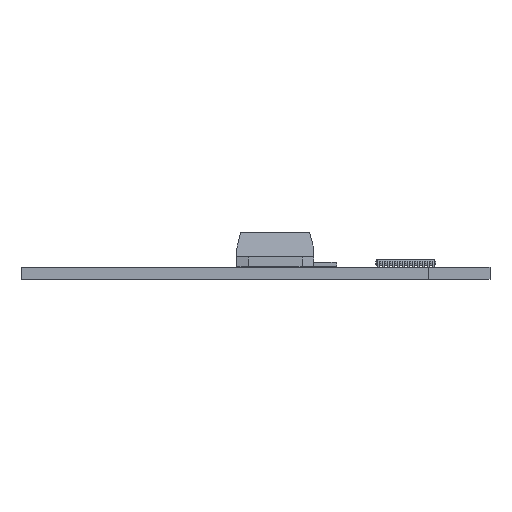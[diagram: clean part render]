
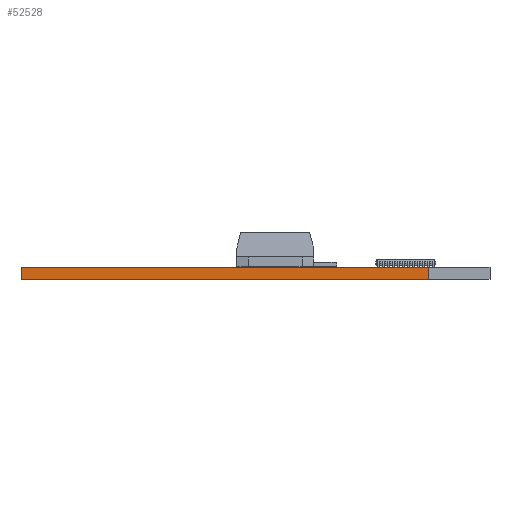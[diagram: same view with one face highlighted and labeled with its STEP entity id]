
A CAD part, front view. The second image highlights one B-rep face of the part: STEP entity #52528.
In plain terms, the highlighted planar face has unit normal (0, -1, 0).
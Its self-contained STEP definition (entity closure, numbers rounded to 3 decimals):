
#52412 = EDGE_CURVE('',#52413,#52415,#52417,.T.);
#52413 = VERTEX_POINT('',#52414);
#52414 = CARTESIAN_POINT('',(155.,-135.,0.));
#52415 = VERTEX_POINT('',#52416);
#52416 = CARTESIAN_POINT('',(155.,-135.,1.6));
#52417 = SURFACE_CURVE('',#52418,(#52422,#52434),.PCURVE_S1.);
#52418 = LINE('',#52419,#52420);
#52419 = CARTESIAN_POINT('',(155.,-135.,0.));
#52420 = VECTOR('',#52421,1.);
#52421 = DIRECTION('',(0.,0.,1.));
#52422 = PCURVE('',#52423,#52428);
#52423 = PLANE('',#52424);
#52424 = AXIS2_PLACEMENT_3D('',#52425,#52426,#52427);
#52425 = CARTESIAN_POINT('',(155.,-135.,0.));
#52426 = DIRECTION('',(0.,1.,0.));
#52427 = DIRECTION('',(1.,0.,0.));
#52428 = DEFINITIONAL_REPRESENTATION('',(#52429),#52433);
#52429 = LINE('',#52430,#52431);
#52430 = CARTESIAN_POINT('',(0.,0.));
#52431 = VECTOR('',#52432,1.);
#52432 = DIRECTION('',(0.,-1.));
#52433 = ( GEOMETRIC_REPRESENTATION_CONTEXT(2) 
PARAMETRIC_REPRESENTATION_CONTEXT() REPRESENTATION_CONTEXT('2D SPACE',''
  ) );
#52434 = PCURVE('',#52435,#52440);
#52435 = PLANE('',#52436);
#52436 = AXIS2_PLACEMENT_3D('',#52437,#52438,#52439);
#52437 = CARTESIAN_POINT('',(102.,-135.,0.));
#52438 = DIRECTION('',(0.,1.,0.));
#52439 = DIRECTION('',(1.,0.,0.));
#52440 = DEFINITIONAL_REPRESENTATION('',(#52441),#52445);
#52441 = LINE('',#52442,#52443);
#52442 = CARTESIAN_POINT('',(53.,0.));
#52443 = VECTOR('',#52444,1.);
#52444 = DIRECTION('',(0.,-1.));
#52445 = ( GEOMETRIC_REPRESENTATION_CONTEXT(2) 
PARAMETRIC_REPRESENTATION_CONTEXT() REPRESENTATION_CONTEXT('2D SPACE',''
  ) );
#52463 = PLANE('',#52464);
#52464 = AXIS2_PLACEMENT_3D('',#52465,#52466,#52467);
#52465 = CARTESIAN_POINT('',(155.,-135.,1.6));
#52466 = DIRECTION('',(0.,0.,-1.));
#52467 = DIRECTION('',(-1.,0.,0.));
#52517 = PLANE('',#52518);
#52518 = AXIS2_PLACEMENT_3D('',#52519,#52520,#52521);
#52519 = CARTESIAN_POINT('',(155.,-135.,0.));
#52520 = DIRECTION('',(0.,0.,-1.));
#52521 = DIRECTION('',(-1.,0.,0.));
#52528 = ADVANCED_FACE('',(#52529),#52435,.F.);
#52529 = FACE_BOUND('',#52530,.F.);
#52530 = EDGE_LOOP('',(#52531,#52561,#52582,#52583));
#52531 = ORIENTED_EDGE('',*,*,#52532,.T.);
#52532 = EDGE_CURVE('',#52533,#52535,#52537,.T.);
#52533 = VERTEX_POINT('',#52534);
#52534 = CARTESIAN_POINT('',(102.,-135.,0.));
#52535 = VERTEX_POINT('',#52536);
#52536 = CARTESIAN_POINT('',(102.,-135.,1.6));
#52537 = SURFACE_CURVE('',#52538,(#52542,#52549),.PCURVE_S1.);
#52538 = LINE('',#52539,#52540);
#52539 = CARTESIAN_POINT('',(102.,-135.,0.));
#52540 = VECTOR('',#52541,1.);
#52541 = DIRECTION('',(0.,0.,1.));
#52542 = PCURVE('',#52435,#52543);
#52543 = DEFINITIONAL_REPRESENTATION('',(#52544),#52548);
#52544 = LINE('',#52545,#52546);
#52545 = CARTESIAN_POINT('',(0.,0.));
#52546 = VECTOR('',#52547,1.);
#52547 = DIRECTION('',(0.,-1.));
#52548 = ( GEOMETRIC_REPRESENTATION_CONTEXT(2) 
PARAMETRIC_REPRESENTATION_CONTEXT() REPRESENTATION_CONTEXT('2D SPACE',''
  ) );
#52549 = PCURVE('',#52550,#52555);
#52550 = PLANE('',#52551);
#52551 = AXIS2_PLACEMENT_3D('',#52552,#52553,#52554);
#52552 = CARTESIAN_POINT('',(102.,-61.,0.));
#52553 = DIRECTION('',(1.,0.,0.));
#52554 = DIRECTION('',(0.,-1.,0.));
#52555 = DEFINITIONAL_REPRESENTATION('',(#52556),#52560);
#52556 = LINE('',#52557,#52558);
#52557 = CARTESIAN_POINT('',(74.,0.));
#52558 = VECTOR('',#52559,1.);
#52559 = DIRECTION('',(0.,-1.));
#52560 = ( GEOMETRIC_REPRESENTATION_CONTEXT(2) 
PARAMETRIC_REPRESENTATION_CONTEXT() REPRESENTATION_CONTEXT('2D SPACE',''
  ) );
#52561 = ORIENTED_EDGE('',*,*,#52562,.T.);
#52562 = EDGE_CURVE('',#52535,#52415,#52563,.T.);
#52563 = SURFACE_CURVE('',#52564,(#52568,#52575),.PCURVE_S1.);
#52564 = LINE('',#52565,#52566);
#52565 = CARTESIAN_POINT('',(102.,-135.,1.6));
#52566 = VECTOR('',#52567,1.);
#52567 = DIRECTION('',(1.,0.,0.));
#52568 = PCURVE('',#52435,#52569);
#52569 = DEFINITIONAL_REPRESENTATION('',(#52570),#52574);
#52570 = LINE('',#52571,#52572);
#52571 = CARTESIAN_POINT('',(0.,-1.6));
#52572 = VECTOR('',#52573,1.);
#52573 = DIRECTION('',(1.,0.));
#52574 = ( GEOMETRIC_REPRESENTATION_CONTEXT(2) 
PARAMETRIC_REPRESENTATION_CONTEXT() REPRESENTATION_CONTEXT('2D SPACE',''
  ) );
#52575 = PCURVE('',#52463,#52576);
#52576 = DEFINITIONAL_REPRESENTATION('',(#52577),#52581);
#52577 = LINE('',#52578,#52579);
#52578 = CARTESIAN_POINT('',(53.,0.));
#52579 = VECTOR('',#52580,1.);
#52580 = DIRECTION('',(-1.,0.));
#52581 = ( GEOMETRIC_REPRESENTATION_CONTEXT(2) 
PARAMETRIC_REPRESENTATION_CONTEXT() REPRESENTATION_CONTEXT('2D SPACE',''
  ) );
#52582 = ORIENTED_EDGE('',*,*,#52412,.F.);
#52583 = ORIENTED_EDGE('',*,*,#52584,.F.);
#52584 = EDGE_CURVE('',#52533,#52413,#52585,.T.);
#52585 = SURFACE_CURVE('',#52586,(#52590,#52597),.PCURVE_S1.);
#52586 = LINE('',#52587,#52588);
#52587 = CARTESIAN_POINT('',(102.,-135.,0.));
#52588 = VECTOR('',#52589,1.);
#52589 = DIRECTION('',(1.,0.,0.));
#52590 = PCURVE('',#52435,#52591);
#52591 = DEFINITIONAL_REPRESENTATION('',(#52592),#52596);
#52592 = LINE('',#52593,#52594);
#52593 = CARTESIAN_POINT('',(0.,0.));
#52594 = VECTOR('',#52595,1.);
#52595 = DIRECTION('',(1.,0.));
#52596 = ( GEOMETRIC_REPRESENTATION_CONTEXT(2) 
PARAMETRIC_REPRESENTATION_CONTEXT() REPRESENTATION_CONTEXT('2D SPACE',''
  ) );
#52597 = PCURVE('',#52517,#52598);
#52598 = DEFINITIONAL_REPRESENTATION('',(#52599),#52603);
#52599 = LINE('',#52600,#52601);
#52600 = CARTESIAN_POINT('',(53.,0.));
#52601 = VECTOR('',#52602,1.);
#52602 = DIRECTION('',(-1.,0.));
#52603 = ( GEOMETRIC_REPRESENTATION_CONTEXT(2) 
PARAMETRIC_REPRESENTATION_CONTEXT() REPRESENTATION_CONTEXT('2D SPACE',''
  ) );
